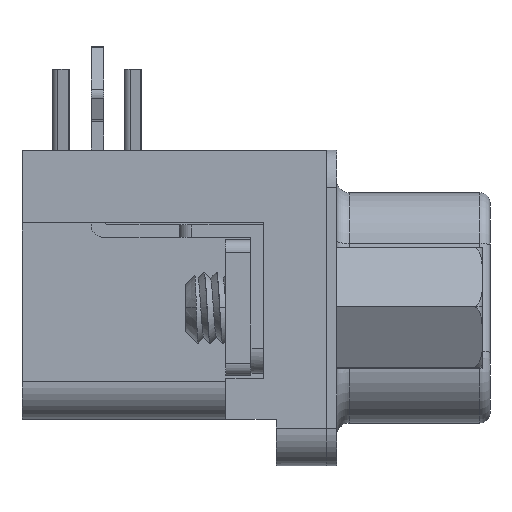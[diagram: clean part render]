
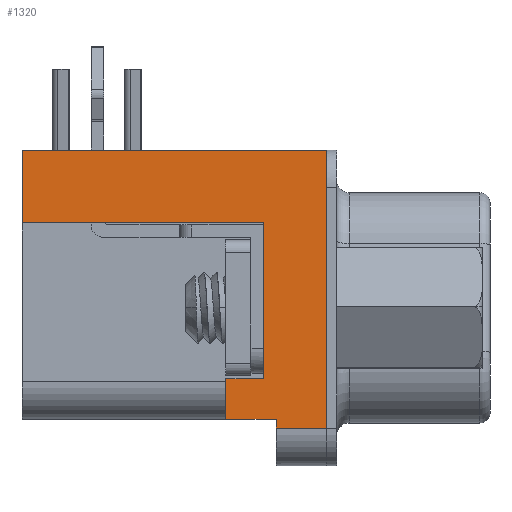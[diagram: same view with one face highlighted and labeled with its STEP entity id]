
A CAD part, left-side view. The second image highlights one B-rep face of the part: STEP entity #1320.
In plain terms, the highlighted planar face has unit normal (-1, 0, 0).
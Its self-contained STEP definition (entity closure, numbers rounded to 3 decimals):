
#175 = PLANE ( 'NONE',  #10138 ) ;
#600 = CARTESIAN_POINT ( 'NONE',  ( -15.4, 0., 0. ) ) ;
#832 = DIRECTION ( 'NONE',  ( 0., 0., 1. ) ) ;
#937 = EDGE_CURVE ( 'NONE', #5320, #31553, #37063, .T. ) ;
#1122 = CARTESIAN_POINT ( 'NONE',  ( -15.4, 2., -10.7 ) ) ;
#1320 = ADVANCED_FACE ( 'NONE', ( #15471 ), #175, .F. ) ;
#1431 = CARTESIAN_POINT ( 'NONE',  ( -15.4, 2.5, -2.9 ) ) ;
#1852 = EDGE_LOOP ( 'NONE', ( #2992, #22778, #7212, #19743, #4184, #6716, #14065, #23481, #29811, #30370, #29456 ) ) ;
#2053 = EDGE_CURVE ( 'NONE', #5661, #2628, #5016, .T. ) ;
#2213 = CARTESIAN_POINT ( 'NONE',  ( -15.4, 2., -10.7 ) ) ;
#2628 = VERTEX_POINT ( 'NONE', #29428 ) ;
#2992 = ORIENTED_EDGE ( 'NONE', *, *, #30939, .T. ) ;
#3238 = EDGE_CURVE ( 'NONE', #5320, #17584, #15536, .T. ) ;
#3680 = LINE ( 'NONE', #27353, #24674 ) ;
#4184 = ORIENTED_EDGE ( 'NONE', *, *, #11767, .T. ) ;
#4941 = LINE ( 'NONE', #15985, #36122 ) ;
#5016 = LINE ( 'NONE', #17221, #13913 ) ;
#5096 = LINE ( 'NONE', #32439, #34651 ) ;
#5297 = DIRECTION ( 'NONE',  ( 0., 0., 1. ) ) ;
#5320 = VERTEX_POINT ( 'NONE', #23319 ) ;
#5341 = DIRECTION ( 'NONE',  ( 0., -1., 0. ) ) ;
#5661 = VERTEX_POINT ( 'NONE', #13337 ) ;
#6160 = EDGE_CURVE ( 'NONE', #31553, #10097, #31929, .T. ) ;
#6716 = ORIENTED_EDGE ( 'NONE', *, *, #36019, .F. ) ;
#7212 = ORIENTED_EDGE ( 'NONE', *, *, #937, .T. ) ;
#9218 = CARTESIAN_POINT ( 'NONE',  ( -15.4, 2., -11.05 ) ) ;
#9371 = LINE ( 'NONE', #30168, #37486 ) ;
#9909 = DIRECTION ( 'NONE',  ( 0., -1., 0. ) ) ;
#10097 = VERTEX_POINT ( 'NONE', #31856 ) ;
#10138 = AXIS2_PLACEMENT_3D ( 'NONE', #32762, #21310, #29693 ) ;
#10358 = DIRECTION ( 'NONE',  ( 0., 0., -1. ) ) ;
#11767 = EDGE_CURVE ( 'NONE', #10097, #21135, #30745, .T. ) ;
#12767 = VECTOR ( 'NONE', #22977, 1000. ) ;
#13337 = CARTESIAN_POINT ( 'NONE',  ( -15.4, 4., -10.7 ) ) ;
#13913 = VECTOR ( 'NONE', #20153, 1000. ) ;
#14065 = ORIENTED_EDGE ( 'NONE', *, *, #2053, .F. ) ;
#14692 = VECTOR ( 'NONE', #27267, 1000. ) ;
#15471 = FACE_OUTER_BOUND ( 'NONE', #1852, .T. ) ;
#15525 = EDGE_CURVE ( 'NONE', #16367, #37375, #5096, .T. ) ;
#15536 = LINE ( 'NONE', #29949, #37419 ) ;
#15985 = CARTESIAN_POINT ( 'NONE',  ( -15.4, 4., -10.7 ) ) ;
#16002 = CARTESIAN_POINT ( 'NONE',  ( -15.4, 12.1, -2.9 ) ) ;
#16367 = VERTEX_POINT ( 'NONE', #31784 ) ;
#17221 = CARTESIAN_POINT ( 'NONE',  ( -15.4, 4., -10.7 ) ) ;
#17294 = VERTEX_POINT ( 'NONE', #1122 ) ;
#17584 = VERTEX_POINT ( 'NONE', #600 ) ;
#18126 = LINE ( 'NONE', #9218, #14692 ) ;
#19008 = DIRECTION ( 'NONE',  ( 0., 0., -1. ) ) ;
#19743 = ORIENTED_EDGE ( 'NONE', *, *, #6160, .T. ) ;
#20153 = DIRECTION ( 'NONE',  ( 0., 0., 1. ) ) ;
#20666 = VECTOR ( 'NONE', #10358, 1000. ) ;
#21135 = VERTEX_POINT ( 'NONE', #22621 ) ;
#21310 = DIRECTION ( 'NONE',  ( 1., 0., 0. ) ) ;
#22621 = CARTESIAN_POINT ( 'NONE',  ( -15.4, 2.5, -9.1 ) ) ;
#22778 = ORIENTED_EDGE ( 'NONE', *, *, #3238, .F. ) ;
#22977 = DIRECTION ( 'NONE',  ( 0., 0., -1. ) ) ;
#23319 = CARTESIAN_POINT ( 'NONE',  ( -15.4, 12.1, 0. ) ) ;
#23481 = ORIENTED_EDGE ( 'NONE', *, *, #29378, .T. ) ;
#24533 = CARTESIAN_POINT ( 'NONE',  ( -15.4, 0., -1.327 ) ) ;
#24674 = VECTOR ( 'NONE', #33560, 1000. ) ;
#25775 = VECTOR ( 'NONE', #5341, 1000. ) ;
#27267 = DIRECTION ( 'NONE',  ( 0., -1., 0. ) ) ;
#27353 = CARTESIAN_POINT ( 'NONE',  ( -15.4, 4., -9.1 ) ) ;
#27838 = DIRECTION ( 'NONE',  ( 0., -1., 0. ) ) ;
#29378 = EDGE_CURVE ( 'NONE', #5661, #17294, #4941, .T. ) ;
#29416 = CARTESIAN_POINT ( 'NONE',  ( -15.4, 12.1, -2.9 ) ) ;
#29428 = CARTESIAN_POINT ( 'NONE',  ( -15.4, 4., -9.1 ) ) ;
#29456 = ORIENTED_EDGE ( 'NONE', *, *, #15525, .T. ) ;
#29693 = DIRECTION ( 'NONE',  ( 0., 1., 0. ) ) ;
#29811 = ORIENTED_EDGE ( 'NONE', *, *, #33120, .T. ) ;
#29949 = CARTESIAN_POINT ( 'NONE',  ( -15.4, 12.1, 0. ) ) ;
#30168 = CARTESIAN_POINT ( 'NONE',  ( -15.4, 0., -1.327 ) ) ;
#30370 = ORIENTED_EDGE ( 'NONE', *, *, #33934, .T. ) ;
#30745 = LINE ( 'NONE', #1431, #20666 ) ;
#30939 = EDGE_CURVE ( 'NONE', #37375, #17584, #9371, .T. ) ;
#31553 = VERTEX_POINT ( 'NONE', #16002 ) ;
#31784 = CARTESIAN_POINT ( 'NONE',  ( -15.4, 0., -11.05 ) ) ;
#31856 = CARTESIAN_POINT ( 'NONE',  ( -15.4, 2.5, -2.9 ) ) ;
#31916 = LINE ( 'NONE', #2213, #12767 ) ;
#31929 = LINE ( 'NONE', #29416, #25775 ) ;
#32439 = CARTESIAN_POINT ( 'NONE',  ( -15.4, 0., -11.05 ) ) ;
#32742 = VERTEX_POINT ( 'NONE', #35413 ) ;
#32762 = CARTESIAN_POINT ( 'NONE',  ( -15.4, 6.05, -5.525 ) ) ;
#33120 = EDGE_CURVE ( 'NONE', #17294, #32742, #31916, .T. ) ;
#33560 = DIRECTION ( 'NONE',  ( 0., -1., 0. ) ) ;
#33934 = EDGE_CURVE ( 'NONE', #32742, #16367, #18126, .T. ) ;
#33964 = CARTESIAN_POINT ( 'NONE',  ( -15.4, 12.1, 0. ) ) ;
#34651 = VECTOR ( 'NONE', #5297, 1000. ) ;
#35413 = CARTESIAN_POINT ( 'NONE',  ( -15.4, 2., -11.05 ) ) ;
#36019 = EDGE_CURVE ( 'NONE', #2628, #21135, #3680, .T. ) ;
#36122 = VECTOR ( 'NONE', #27838, 1000. ) ;
#36148 = VECTOR ( 'NONE', #19008, 1000. ) ;
#37063 = LINE ( 'NONE', #33964, #36148 ) ;
#37375 = VERTEX_POINT ( 'NONE', #24533 ) ;
#37419 = VECTOR ( 'NONE', #9909, 1000. ) ;
#37486 = VECTOR ( 'NONE', #832, 1000. ) ;
